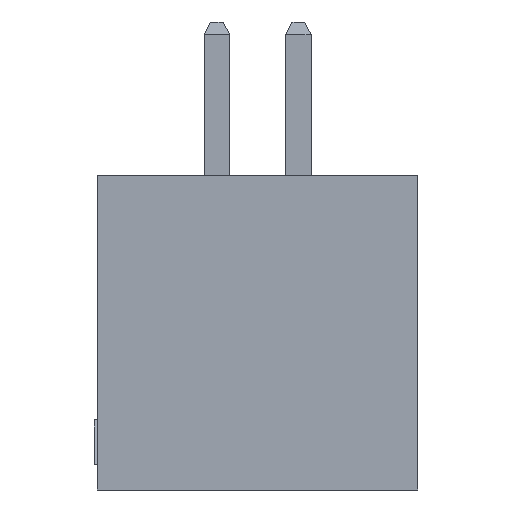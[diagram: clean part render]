
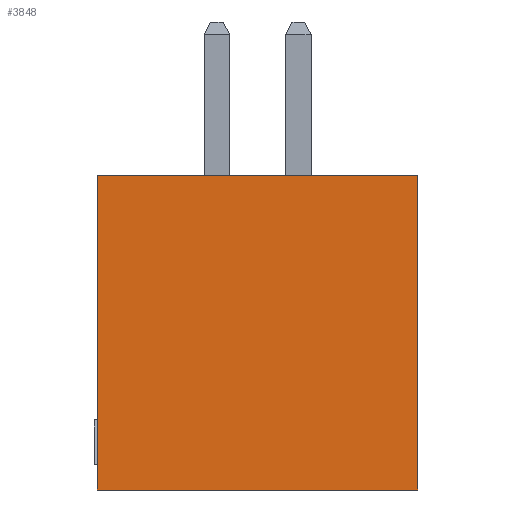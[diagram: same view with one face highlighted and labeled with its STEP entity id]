
A CAD part, front view. The second image highlights one B-rep face of the part: STEP entity #3848.
In plain terms, the highlighted planar face has unit normal (0, -1, 0).
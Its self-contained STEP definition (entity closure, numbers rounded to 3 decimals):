
#1=DIRECTION('',(1.,0.,0.));
#2=VECTOR('',#1,5.);
#3=CARTESIAN_POINT('',(-2.5,-11.43,-2.45));
#4=LINE('',#3,#2);
#133=DIRECTION('',(0.,0.,1.));
#134=VECTOR('',#133,4.9);
#135=CARTESIAN_POINT('',(2.5,-11.43,-2.45));
#136=LINE('',#135,#134);
#201=DIRECTION('',(-1.,0.,0.));
#202=VECTOR('',#201,5.);
#203=CARTESIAN_POINT('',(2.5,-11.43,2.45));
#204=LINE('',#203,#202);
#317=DIRECTION('',(0.,0.,-1.));
#318=VECTOR('',#317,4.9);
#319=CARTESIAN_POINT('',(-2.5,-11.43,2.45));
#320=LINE('',#319,#318);
#2929=CARTESIAN_POINT('',(-2.5,-11.43,2.45));
#2930=CARTESIAN_POINT('',(-2.5,-11.43,-2.45));
#2931=VERTEX_POINT('',#2929);
#2932=VERTEX_POINT('',#2930);
#2933=CARTESIAN_POINT('',(2.5,-11.43,2.45));
#2934=VERTEX_POINT('',#2933);
#2935=CARTESIAN_POINT('',(2.5,-11.43,-2.45));
#2936=VERTEX_POINT('',#2935);
#3833=CARTESIAN_POINT('',(0.,-11.43,0.));
#3834=DIRECTION('',(0.,1.,0.));
#3835=DIRECTION('',(1.,0.,0.));
#3836=AXIS2_PLACEMENT_3D('',#3833,#3834,#3835);
#3837=PLANE('',#3836);
#3839=ORIENTED_EDGE('',*,*,#3838,.F.);
#3841=ORIENTED_EDGE('',*,*,#3840,.F.);
#3843=ORIENTED_EDGE('',*,*,#3842,.F.);
#3845=ORIENTED_EDGE('',*,*,#3844,.F.);
#3846=EDGE_LOOP('',(#3839,#3841,#3843,#3845));
#3847=FACE_OUTER_BOUND('',#3846,.F.);
#3848=ADVANCED_FACE('',(#3847),#3837,.F.);
#3838=EDGE_CURVE('',#2932,#2936,#4,.T.);
#3840=EDGE_CURVE('',#2931,#2932,#320,.T.);
#3842=EDGE_CURVE('',#2934,#2931,#204,.T.);
#3844=EDGE_CURVE('',#2936,#2934,#136,.T.);
